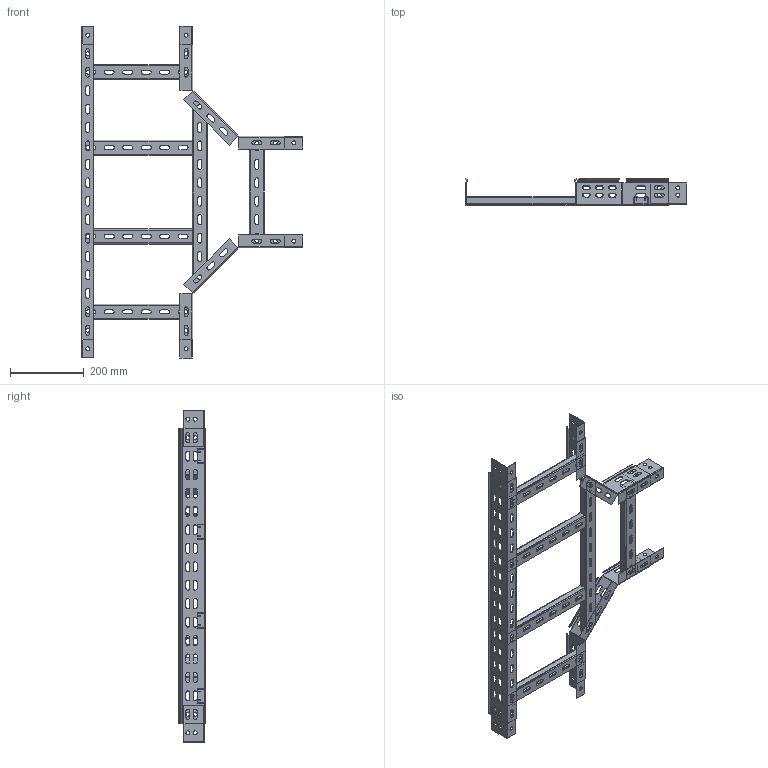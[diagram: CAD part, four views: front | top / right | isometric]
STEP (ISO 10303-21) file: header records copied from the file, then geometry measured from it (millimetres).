
FILE_DESCRIPTION (( 'STEP AP203' ), '1' );
FILE_NAME ('Ò-ïåðåêð¸ñòîê 300 ìì.STEP', '2025-05-20T13:18:59', ( '' ), ( '' ), 'SwSTEP 2.0', 'SolidWorks 2022', '' );
FILE_SCHEMA (( 'CONFIG_CONTROL_DESIGN' ));
Length unit declared in the file: millimetre
Products named in the file (6): Т-перекрёсток 300 мм; Соединитель Н50; Стенка стальная 50х800; С-профиль стальной под Т; С-профиль стальной 300мм; СтенкаХ-угла 50х300
Assembly tree (15 placements, depth 2):
  Т-перекрёсток 300 мм
    СтенкаХ-угла 50х300  x2
    С-профиль стальной 300мм  x5
    Стенка стальная 50х800
    С-профиль стальной под Т
    Соединитель Н50  x6
Bounding box: 601.66 x 72.5 x 900.32 mm (x, y, z)
Volume: 702989.3 mm3; surface area: 841909.4 mm2
Topology: 15 solids, 15 shells, 1362 faces, 3484 edges, 2152 vertices
Faces by surface type: plane 744, cylinder 612, bspline 6
Entity records: 22876 total; most frequent: CARTESIAN_POINT 3910, DIRECTION 3886, ORIENTED_EDGE 3684, EDGE_CURVE 1842, AXIS2_PLACEMENT_3D 1352, VECTOR 1182, LINE 1182, VERTEX_POINT 1160
